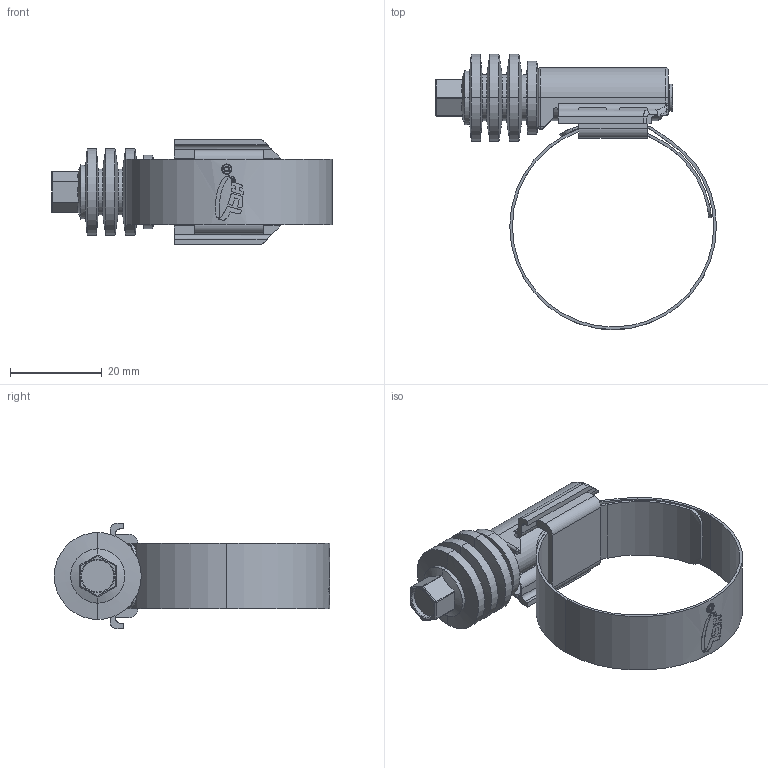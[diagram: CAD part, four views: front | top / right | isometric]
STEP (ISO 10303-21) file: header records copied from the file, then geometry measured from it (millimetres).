
FILE_DESCRIPTION (( 'STEP AP214' ), '1' );
FILE_NAME ('TRI-47-FLXG-20.step', '2025-09-07T14:39:13', ( '' ), ( '' ), 'SwSTEP 2.0', 'SolidWorks 2025', '' );
FILE_SCHEMA (( 'AUTOMOTIVE_DESIGN' ));
Length unit declared in the file: millimetre
Products named in the file (1): TRI-47-FLXG-20
Bounding box: 61.38 x 60.18 x 23 mm (x, y, z)
Volume: 9105.7 mm3; surface area: 11929.2 mm2
Topology: 4 solids, 4 shells, 322 faces, 849 edges, 534 vertices
Faces by surface type: cylinder 139, plane 88, bspline 57, cone 24, sphere 8, torus 6
Entity records: 11456 total; most frequent: CARTESIAN_POINT 3990, ORIENTED_EDGE 1682, DIRECTION 1332, EDGE_CURVE 841, VERTEX_POINT 533, AXIS2_PLACEMENT_3D 453, LINE 426, VECTOR 426
